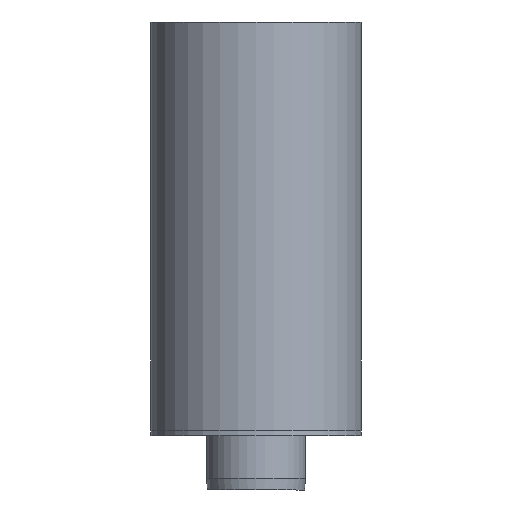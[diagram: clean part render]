
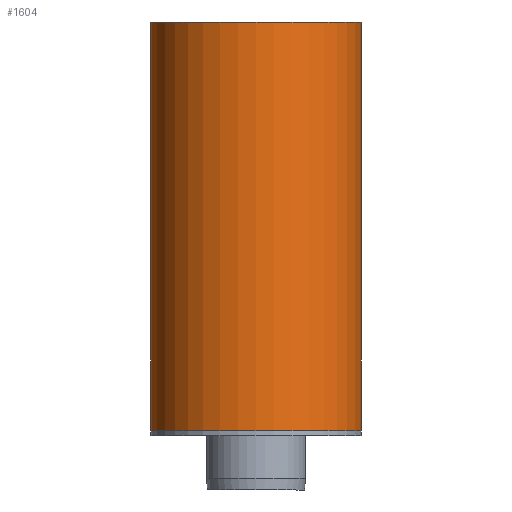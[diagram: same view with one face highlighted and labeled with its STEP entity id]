
A CAD part, left-side view. The second image highlights one B-rep face of the part: STEP entity #1604.
In plain terms, the highlighted cylindrical face has radius 445 mm (diameter 890 mm), a full revolution.
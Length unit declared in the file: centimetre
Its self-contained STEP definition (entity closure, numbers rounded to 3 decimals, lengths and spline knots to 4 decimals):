
#90=FACE_BOUND('',#408,.T.);
#111=CIRCLE('',#1721,44.5);
#112=CIRCLE('',#1722,44.5);
#274=CYLINDRICAL_SURFACE('',#1720,44.5);
#305=FACE_OUTER_BOUND('',#407,.T.);
#407=EDGE_LOOP('',(#1087,#1088,#1089,#1090));
#408=EDGE_LOOP('',(#1091,#1092));
#530=LINE('',#2643,#585);
#585=VECTOR('',#2020,44.5);
#638=ELLIPSE('',#1715,48.1665,44.5);
#640=ELLIPSE('',#1718,116.2841,44.5);
#670=VERTEX_POINT('',#2628);
#671=VERTEX_POINT('',#2629);
#674=VERTEX_POINT('',#2640);
#675=VERTEX_POINT('',#2642);
#831=EDGE_CURVE('',#670,#671,#638,.T.);
#835=EDGE_CURVE('',#671,#670,#640,.T.);
#837=EDGE_CURVE('',#674,#674,#111,.T.);
#838=EDGE_CURVE('',#674,#675,#530,.T.);
#839=EDGE_CURVE('',#675,#675,#112,.T.);
#1087=ORIENTED_EDGE('',*,*,#837,.F.);
#1088=ORIENTED_EDGE('',*,*,#838,.T.);
#1089=ORIENTED_EDGE('',*,*,#839,.F.);
#1090=ORIENTED_EDGE('',*,*,#838,.F.);
#1091=ORIENTED_EDGE('',*,*,#831,.T.);
#1092=ORIENTED_EDGE('',*,*,#835,.T.);
#1604=ADVANCED_FACE('',(#305,#90),#274,.T.);
#1715=AXIS2_PLACEMENT_3D('',#2630,#2004,#2005);
#1718=AXIS2_PLACEMENT_3D('',#2637,#2012,#2013);
#1720=AXIS2_PLACEMENT_3D('',#2639,#2016,#2017);
#1721=AXIS2_PLACEMENT_3D('',#2641,#2018,#2019);
#1722=AXIS2_PLACEMENT_3D('',#2644,#2021,#2022);
#2004=DIRECTION('center_axis',(-0.383,0.,
-0.924));
#2005=DIRECTION('ref_axis',(0.924,0.,-0.383));
#2012=DIRECTION('center_axis',(-0.924,0.,
0.383));
#2013=DIRECTION('ref_axis',(0.383,0.,0.924));
#2016=DIRECTION('center_axis',(0.,0.,-1.));
#2017=DIRECTION('ref_axis',(1.,0.,0.));
#2018=DIRECTION('center_axis',(0.,0.,-1.));
#2019=DIRECTION('ref_axis',(1.,0.,0.));
#2020=DIRECTION('',(0.,0.,1.));
#2021=DIRECTION('center_axis',(0.,0.,1.));
#2022=DIRECTION('ref_axis',(1.,0.,0.));
#2628=CARTESIAN_POINT('',(0.,44.5,55.));
#2629=CARTESIAN_POINT('',(0.,-44.5,55.));
#2630=CARTESIAN_POINT('Origin',(0.,0.,
55.));
#2637=CARTESIAN_POINT('Origin',(0.,0.,
55.));
#2639=CARTESIAN_POINT('Origin',(0.,0.,
111.5));
#2640=CARTESIAN_POINT('',(-44.5,0.,25.));
#2641=CARTESIAN_POINT('Origin',(0.,0.,
25.));
#2642=CARTESIAN_POINT('',(-44.5,0.,198.));
#2643=CARTESIAN_POINT('',(-44.5,0.,111.5));
#2644=CARTESIAN_POINT('Origin',(0.,0.,
198.));
